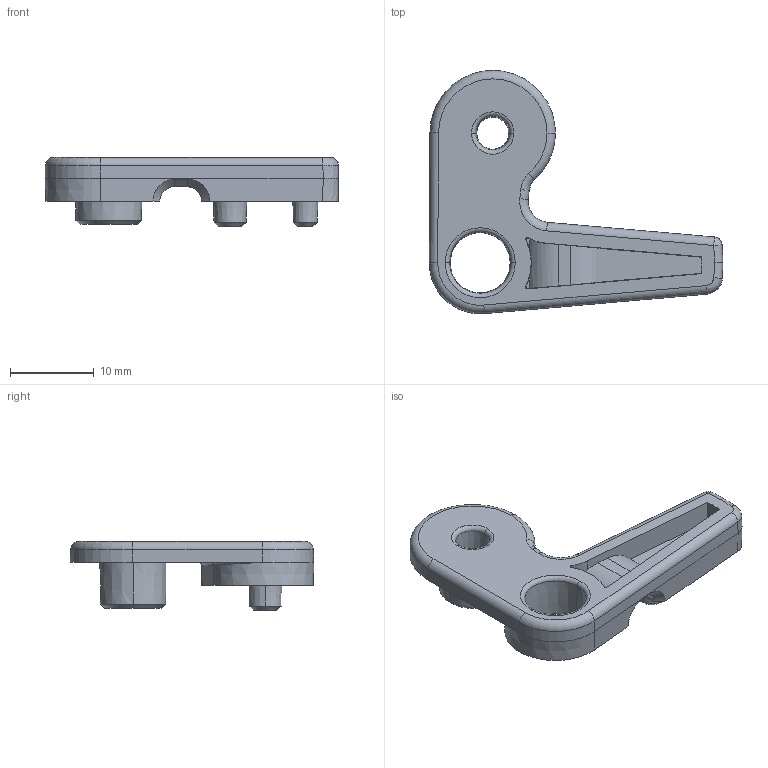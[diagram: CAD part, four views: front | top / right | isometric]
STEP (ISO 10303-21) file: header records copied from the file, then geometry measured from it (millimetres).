
FILE_DESCRIPTION (( 'STEP AP203' ), '1' );
FILE_NAME ('1260-B2P-A.STEP', '2013-08-15T16:48:08', ( '' ), ( '' ), 'SwSTEP 2.0', 'SolidWorks 2013', '' );
FILE_SCHEMA (( 'CONFIG_CONTROL_DESIGN' ));
Length unit declared in the file: millimetre
Products named in the file (1): 1260-B2P-A
Bounding box: 35.1 x 29.08 x 8.25 mm (x, y, z)
Volume: 2011.7 mm3; surface area: 1960.8 mm2
Topology: 1 solids, 1 shells, 98 faces, 232 edges, 138 vertices
Faces by surface type: cone 34, plane 23, bspline 21, torus 11, cylinder 8, sphere 1
Entity records: 3694 total; most frequent: CARTESIAN_POINT 1541, ORIENTED_EDGE 460, DIRECTION 397, EDGE_CURVE 230, AXIS2_PLACEMENT_3D 164, VERTEX_POINT 138, EDGE_LOOP 106, FACE_OUTER_BOUND 98
